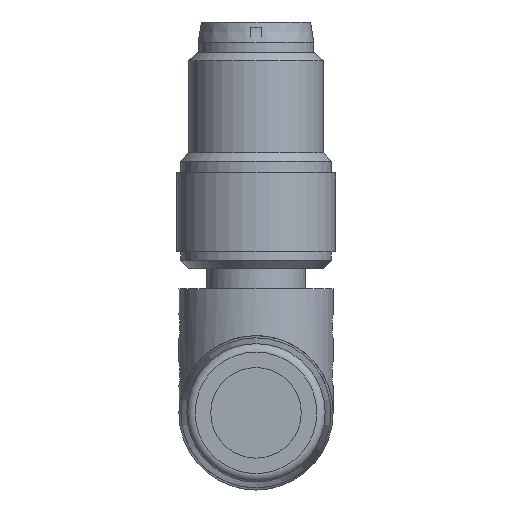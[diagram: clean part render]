
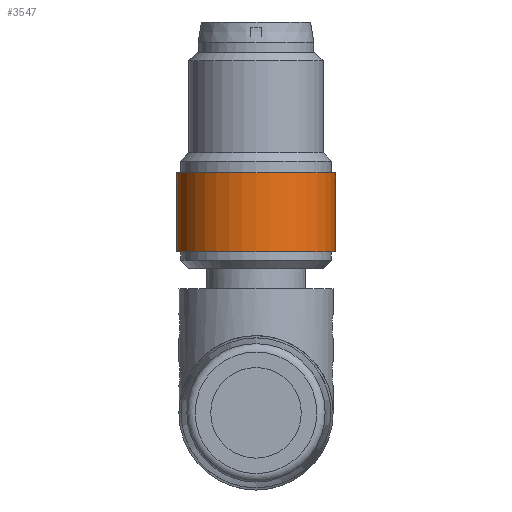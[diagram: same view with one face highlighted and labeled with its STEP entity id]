
A CAD part, front view. The second image highlights one B-rep face of the part: STEP entity #3547.
In plain terms, the highlighted cylindrical face has radius 4.75 mm (diameter 9.5 mm), a partial arc.
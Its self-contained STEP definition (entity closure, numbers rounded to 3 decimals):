
#2524=LINE('',#11508,#2801);
#2525=LINE('',#11512,#2802);
#2801=VECTOR('',#9185,1.);
#2802=VECTOR('',#9188,1.);
#3152=FACE_OUTER_BOUND('',#4252,.T.);
#3547=ADVANCED_FACE('',(#3152),#3878,.T.);
#3878=CYLINDRICAL_SURFACE('',#8297,4.75);
#4252=EDGE_LOOP('',(#4939,#4940,#4941,#4942));
#4939=ORIENTED_EDGE('',*,*,#6843,.F.);
#4940=ORIENTED_EDGE('',*,*,#6980,.F.);
#4941=ORIENTED_EDGE('',*,*,#6845,.T.);
#4942=ORIENTED_EDGE('',*,*,#6981,.F.);
#6318=VERTEX_POINT('',#11506);
#6319=VERTEX_POINT('',#11507);
#6320=VERTEX_POINT('',#11509);
#6321=VERTEX_POINT('',#11511);
#6843=EDGE_CURVE('',#6318,#6320,#2524,.T.);
#6845=EDGE_CURVE('',#6319,#6321,#2525,.T.);
#6980=EDGE_CURVE('',#6319,#6318,#7703,.T.);
#6981=EDGE_CURVE('',#6320,#6321,#7704,.T.);
#7703=CIRCLE('',#8295,4.75);
#7704=CIRCLE('',#8296,4.75);
#8295=AXIS2_PLACEMENT_3D('',#11775,#9495,#9496);
#8296=AXIS2_PLACEMENT_3D('',#11776,#9497,#9498);
#8297=AXIS2_PLACEMENT_3D('',#11777,#9499,#9500);
#9185=DIRECTION('',(0.,0.,-1.));
#9188=DIRECTION('',(0.,0.,-1.));
#9495=DIRECTION('',(0.,0.,1.));
#9496=DIRECTION('',(1.,0.,0.));
#9497=DIRECTION('',(0.,0.,-1.));
#9498=DIRECTION('',(-1.,0.,0.));
#9499=DIRECTION('',(0.,0.,-1.));
#9500=DIRECTION('',(-1.,0.,0.));
#11506=CARTESIAN_POINT('',(4.75,0.,8.9));
#11507=CARTESIAN_POINT('',(-4.75,0.,8.9));
#11508=CARTESIAN_POINT('',(4.75,0.,16.1));
#11509=CARTESIAN_POINT('',(4.75,0.,4.2));
#11511=CARTESIAN_POINT('',(-4.75,0.,4.2));
#11512=CARTESIAN_POINT('',(-4.75,0.,16.1));
#11775=CARTESIAN_POINT('',(0.,0.,8.9));
#11776=CARTESIAN_POINT('',(0.,0.,4.2));
#11777=CARTESIAN_POINT('',(0.,0.,16.1));
